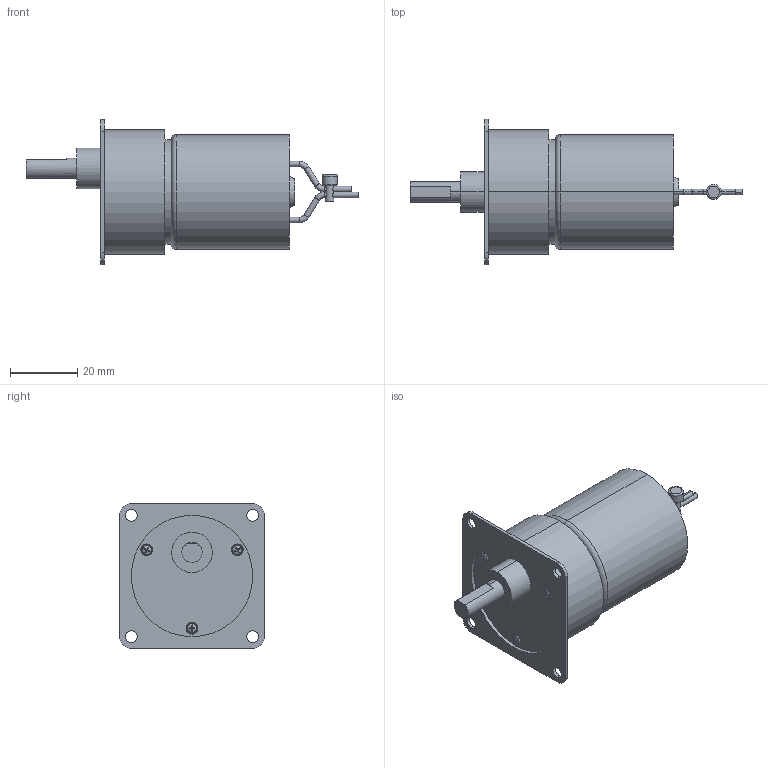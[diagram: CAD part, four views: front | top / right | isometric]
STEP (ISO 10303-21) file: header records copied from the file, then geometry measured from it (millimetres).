
FILE_DESCRIPTION(('starvars output'),'2;1');
FILE_NAME('dme34b43g18-30.stp','11:23:02 2014/09/11',( 'Thomas Industrial Network Germany GmbH'),( 'Thomas Industrial Network Germany GmbH'),'unknown preprocess','ACIS' ,'unknown authorization');
FILE_SCHEMA(('AUTOMOTIVE_DESIGN_CC2 {UNKNOWN IMPLEMENTATION LEVEL}'));
Length unit declared in the file: millimetre
Products named in the file (1): PRODUCT_ID_70
Bounding box: 98.42 x 43 x 43 mm (x, y, z)
Volume: 54800.7 mm3; surface area: 11223 mm2
Topology: 1 solids, 4 shells, 166 faces, 376 edges, 228 vertices
Faces by surface type: plane 64, cylinder 56, torus 20, cone 20, bspline 6
Entity records: 5721 total; most frequent: CARTESIAN_POINT 1094, ORIENTED_EDGE 740, DIRECTION 558, EDGE_CURVE 370, VERTEX_POINT 228, AXIS2_PLACEMENT_3D 207, EDGE_LOOP 192, FACE_BOUND 192
